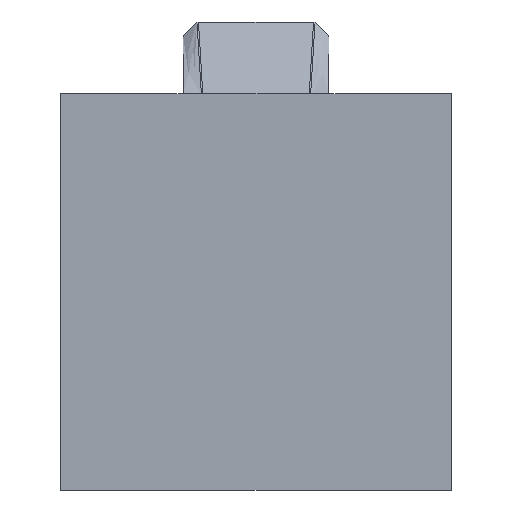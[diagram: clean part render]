
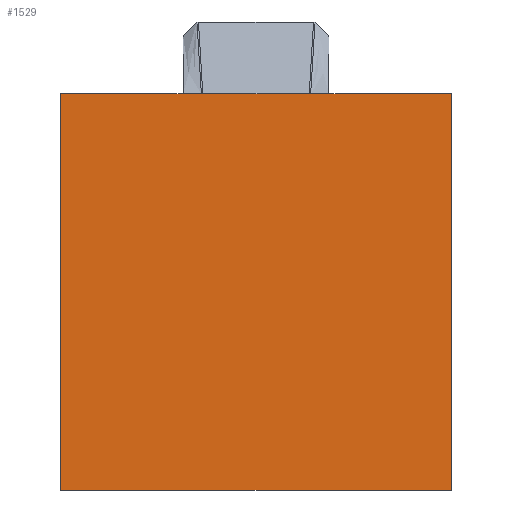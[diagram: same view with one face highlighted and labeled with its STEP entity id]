
A CAD part, front view. The second image highlights one B-rep face of the part: STEP entity #1529.
In plain terms, the highlighted planar face has unit normal (0, -1, 0).
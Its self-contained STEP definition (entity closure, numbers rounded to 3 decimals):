
#166=FACE_OUTER_BOUND('',#253,.T.);
#253=EDGE_LOOP('',(#1371,#1372,#1373,#1374,#1375,#1376,#1377,#1378,#1379,
#1380));
#332=LINE('',#2293,#515);
#335=LINE('',#2314,#518);
#338=LINE('',#2320,#521);
#341=LINE('',#2341,#524);
#344=LINE('',#2362,#527);
#349=LINE('',#2393,#532);
#356=LINE('',#2406,#539);
#371=LINE('',#2455,#554);
#373=LINE('',#2459,#556);
#374=LINE('',#2461,#557);
#515=VECTOR('',#1848,10.);
#518=VECTOR('',#1851,10.);
#521=VECTOR('',#1856,10.);
#524=VECTOR('',#1859,10.);
#527=VECTOR('',#1862,10.);
#532=VECTOR('',#1871,10.);
#539=VECTOR('',#1880,10.);
#554=VECTOR('',#1931,10.);
#556=VECTOR('',#1935,10.);
#557=VECTOR('',#1938,10.);
#676=VERTEX_POINT('',#2267);
#678=VERTEX_POINT('',#2291);
#680=VERTEX_POINT('',#2312);
#682=VERTEX_POINT('',#2318);
#684=VERTEX_POINT('',#2339);
#686=VERTEX_POINT('',#2360);
#690=VERTEX_POINT('',#2392);
#695=VERTEX_POINT('',#2404);
#711=VERTEX_POINT('',#2453);
#712=VERTEX_POINT('',#2457);
#843=EDGE_CURVE('',#678,#676,#332,.T.);
#846=EDGE_CURVE('',#680,#678,#335,.T.);
#849=EDGE_CURVE('',#682,#680,#338,.T.);
#852=EDGE_CURVE('',#684,#682,#341,.T.);
#855=EDGE_CURVE('',#686,#684,#344,.T.);
#861=EDGE_CURVE('',#676,#690,#349,.T.);
#868=EDGE_CURVE('',#695,#686,#356,.T.);
#893=EDGE_CURVE('',#711,#695,#371,.T.);
#895=EDGE_CURVE('',#712,#711,#373,.T.);
#896=EDGE_CURVE('',#690,#712,#374,.T.);
#1371=ORIENTED_EDGE('',*,*,#893,.F.);
#1372=ORIENTED_EDGE('',*,*,#895,.F.);
#1373=ORIENTED_EDGE('',*,*,#896,.F.);
#1374=ORIENTED_EDGE('',*,*,#861,.F.);
#1375=ORIENTED_EDGE('',*,*,#843,.F.);
#1376=ORIENTED_EDGE('',*,*,#846,.F.);
#1377=ORIENTED_EDGE('',*,*,#849,.F.);
#1378=ORIENTED_EDGE('',*,*,#852,.F.);
#1379=ORIENTED_EDGE('',*,*,#855,.F.);
#1380=ORIENTED_EDGE('',*,*,#868,.F.);
#1442=PLANE('',#1653);
#1529=ADVANCED_FACE('',(#166),#1442,.F.);
#1653=AXIS2_PLACEMENT_3D('',#2587,#2057,#2058);
#1848=DIRECTION('',(1.,0.,0.));
#1851=DIRECTION('',(1.,0.,0.));
#1856=DIRECTION('',(1.,0.,0.));
#1859=DIRECTION('',(1.,0.,0.));
#1862=DIRECTION('',(1.,0.,0.));
#1871=DIRECTION('',(1.,0.,0.));
#1880=DIRECTION('',(1.,0.,0.));
#1931=DIRECTION('',(0.,0.,1.));
#1935=DIRECTION('',(-1.,0.,0.));
#1938=DIRECTION('',(0.,0.,-1.));
#2057=DIRECTION('center_axis',(0.,1.,0.));
#2058=DIRECTION('ref_axis',(1.,0.,0.));
#2267=CARTESIAN_POINT('',(47.4,0.,0.));
#2291=CARTESIAN_POINT('',(44.164,0.,0.));
#2293=CARTESIAN_POINT('',(0.,0.,0.));
#2312=CARTESIAN_POINT('',(43.913,0.,0.));
#2314=CARTESIAN_POINT('',(0.,0.,0.));
#2318=CARTESIAN_POINT('',(25.087,0.,0.));
#2320=CARTESIAN_POINT('',(0.,0.,0.));
#2339=CARTESIAN_POINT('',(24.836,0.,0.));
#2341=CARTESIAN_POINT('',(0.,0.,0.));
#2360=CARTESIAN_POINT('',(21.6,0.,0.));
#2362=CARTESIAN_POINT('',(0.,0.,0.));
#2392=CARTESIAN_POINT('',(69.,0.,0.));
#2393=CARTESIAN_POINT('',(0.,0.,0.));
#2404=CARTESIAN_POINT('',(0.,0.,0.));
#2406=CARTESIAN_POINT('',(0.,0.,0.));
#2453=CARTESIAN_POINT('',(0.,0.,-70.));
#2455=CARTESIAN_POINT('',(0.,0.,-70.));
#2457=CARTESIAN_POINT('',(69.,0.,-70.));
#2459=CARTESIAN_POINT('',(69.,0.,-70.));
#2461=CARTESIAN_POINT('',(69.,0.,0.));
#2587=CARTESIAN_POINT('Origin',(34.5,0.,-35.));
